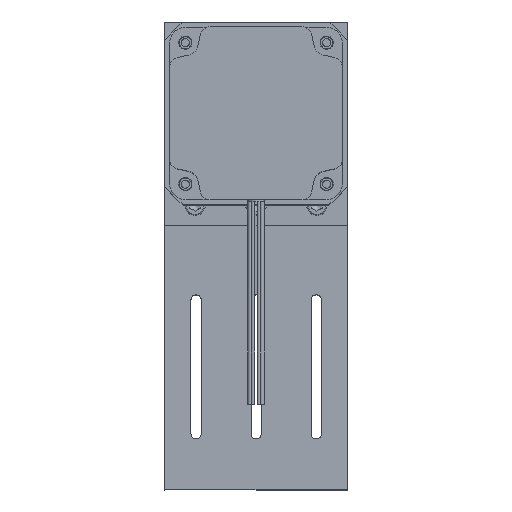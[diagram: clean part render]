
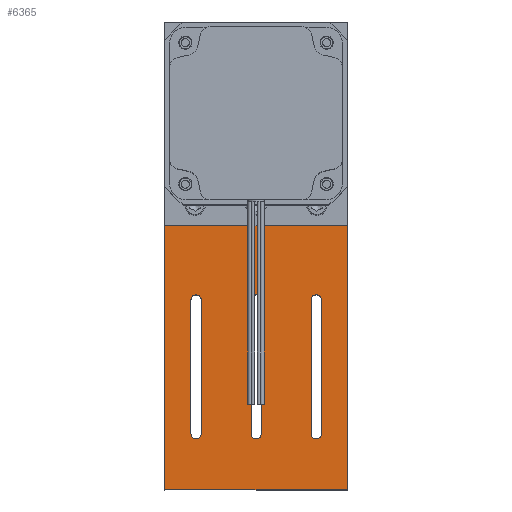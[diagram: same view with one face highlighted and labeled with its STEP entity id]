
A CAD part, top view. The second image highlights one B-rep face of the part: STEP entity #6365.
In plain terms, the highlighted planar face has unit normal (0, 0, 1).
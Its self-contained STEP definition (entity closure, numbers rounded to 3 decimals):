
#287=FACE_BOUND('',#969,.T.);
#288=FACE_BOUND('',#970,.T.);
#289=FACE_BOUND('',#971,.T.);
#380=PLANE('',#6997);
#596=FACE_OUTER_BOUND('',#968,.T.);
#968=EDGE_LOOP('',(#4461,#4462,#4463,#4464));
#969=EDGE_LOOP('',(#4465,#4466,#4467,#4468));
#970=EDGE_LOOP('',(#4469,#4470,#4471,#4472));
#971=EDGE_LOOP('',(#4473,#4474,#4475,#4476));
#1410=LINE('',#9685,#1981);
#1414=LINE('',#9697,#1985);
#1418=LINE('',#9709,#1989);
#1422=LINE('',#9721,#1993);
#1426=LINE('',#9733,#1997);
#1430=LINE('',#9745,#2001);
#1433=LINE('',#9755,#2004);
#1439=LINE('',#9767,#2010);
#1440=LINE('',#9769,#2011);
#1441=LINE('',#9770,#2012);
#1981=VECTOR('',#7698,10.);
#1985=VECTOR('',#7710,10.);
#1989=VECTOR('',#7722,10.);
#1993=VECTOR('',#7734,10.);
#1997=VECTOR('',#7746,10.);
#2001=VECTOR('',#7758,10.);
#2004=VECTOR('',#7769,10.);
#2010=VECTOR('',#7779,10.);
#2011=VECTOR('',#7780,10.);
#2012=VECTOR('',#7781,10.);
#2554=CIRCLE('',#6974,2.5);
#2556=CIRCLE('',#6978,2.5);
#2558=CIRCLE('',#6982,2.5);
#2560=CIRCLE('',#6986,2.5);
#2562=CIRCLE('',#6990,2.5);
#2564=CIRCLE('',#6994,2.5);
#2875=VERTEX_POINT('',#9682);
#2876=VERTEX_POINT('',#9684);
#2878=VERTEX_POINT('',#9690);
#2880=VERTEX_POINT('',#9696);
#2883=VERTEX_POINT('',#9706);
#2884=VERTEX_POINT('',#9708);
#2886=VERTEX_POINT('',#9714);
#2888=VERTEX_POINT('',#9720);
#2891=VERTEX_POINT('',#9730);
#2892=VERTEX_POINT('',#9732);
#2894=VERTEX_POINT('',#9738);
#2896=VERTEX_POINT('',#9744);
#2897=VERTEX_POINT('',#9751);
#2899=VERTEX_POINT('',#9754);
#2903=VERTEX_POINT('',#9766);
#2904=VERTEX_POINT('',#9768);
#3487=EDGE_CURVE('',#2876,#2875,#1410,.T.);
#3490=EDGE_CURVE('',#2878,#2876,#2554,.T.);
#3493=EDGE_CURVE('',#2880,#2878,#1414,.T.);
#3496=EDGE_CURVE('',#2875,#2880,#2556,.T.);
#3499=EDGE_CURVE('',#2884,#2883,#1418,.T.);
#3502=EDGE_CURVE('',#2886,#2884,#2558,.T.);
#3505=EDGE_CURVE('',#2888,#2886,#1422,.T.);
#3508=EDGE_CURVE('',#2883,#2888,#2560,.T.);
#3511=EDGE_CURVE('',#2892,#2891,#1426,.T.);
#3514=EDGE_CURVE('',#2894,#2892,#2562,.T.);
#3517=EDGE_CURVE('',#2896,#2894,#1430,.T.);
#3520=EDGE_CURVE('',#2891,#2896,#2564,.T.);
#3522=EDGE_CURVE('',#2899,#2897,#1433,.T.);
#3528=EDGE_CURVE('',#2897,#2903,#1439,.T.);
#3529=EDGE_CURVE('',#2903,#2904,#1440,.T.);
#3530=EDGE_CURVE('',#2904,#2899,#1441,.T.);
#4461=ORIENTED_EDGE('',*,*,#3522,.T.);
#4462=ORIENTED_EDGE('',*,*,#3528,.T.);
#4463=ORIENTED_EDGE('',*,*,#3529,.T.);
#4464=ORIENTED_EDGE('',*,*,#3530,.T.);
#4465=ORIENTED_EDGE('',*,*,#3493,.T.);
#4466=ORIENTED_EDGE('',*,*,#3490,.T.);
#4467=ORIENTED_EDGE('',*,*,#3487,.T.);
#4468=ORIENTED_EDGE('',*,*,#3496,.T.);
#4469=ORIENTED_EDGE('',*,*,#3505,.T.);
#4470=ORIENTED_EDGE('',*,*,#3502,.T.);
#4471=ORIENTED_EDGE('',*,*,#3499,.T.);
#4472=ORIENTED_EDGE('',*,*,#3508,.T.);
#4473=ORIENTED_EDGE('',*,*,#3517,.T.);
#4474=ORIENTED_EDGE('',*,*,#3514,.T.);
#4475=ORIENTED_EDGE('',*,*,#3511,.T.);
#4476=ORIENTED_EDGE('',*,*,#3520,.T.);
#6365=ADVANCED_FACE('',(#596,#287,#288,#289),#380,.T.);
#6974=AXIS2_PLACEMENT_3D('',#9691,#7704,#7705);
#6978=AXIS2_PLACEMENT_3D('',#9701,#7716,#7717);
#6982=AXIS2_PLACEMENT_3D('',#9715,#7728,#7729);
#6986=AXIS2_PLACEMENT_3D('',#9725,#7740,#7741);
#6990=AXIS2_PLACEMENT_3D('',#9739,#7752,#7753);
#6994=AXIS2_PLACEMENT_3D('',#9749,#7764,#7765);
#6997=AXIS2_PLACEMENT_3D('',#9765,#7777,#7778);
#7698=DIRECTION('',(0.,1.,0.));
#7704=DIRECTION('center_axis',(0.,0.,-1.));
#7705=DIRECTION('ref_axis',(-1.,0.,0.));
#7710=DIRECTION('',(0.,-1.,0.));
#7716=DIRECTION('center_axis',(0.,0.,-1.));
#7717=DIRECTION('ref_axis',(1.,0.,0.));
#7722=DIRECTION('',(0.,1.,0.));
#7728=DIRECTION('center_axis',(0.,0.,-1.));
#7729=DIRECTION('ref_axis',(-1.,0.,0.));
#7734=DIRECTION('',(0.,-1.,0.));
#7740=DIRECTION('center_axis',(0.,0.,-1.));
#7741=DIRECTION('ref_axis',(1.,0.,0.));
#7746=DIRECTION('',(0.,1.,0.));
#7752=DIRECTION('center_axis',(0.,0.,-1.));
#7753=DIRECTION('ref_axis',(-1.,0.,0.));
#7758=DIRECTION('',(0.,-1.,0.));
#7764=DIRECTION('center_axis',(0.,0.,-1.));
#7765=DIRECTION('ref_axis',(1.,0.,0.));
#7769=DIRECTION('',(-1.,0.,0.));
#7777=DIRECTION('center_axis',(0.,0.,1.));
#7778=DIRECTION('ref_axis',(1.,0.,0.));
#7779=DIRECTION('',(0.,-1.,0.));
#7780=DIRECTION('',(1.,0.,0.));
#7781=DIRECTION('',(0.,1.,0.));
#9682=CARTESIAN_POINT('',(-17.856,-56.535,63.5));
#9684=CARTESIAN_POINT('',(-17.856,-122.5,63.5));
#9685=CARTESIAN_POINT('',(-17.856,-98.75,63.5));
#9690=CARTESIAN_POINT('',(-12.856,-122.5,63.5));
#9691=CARTESIAN_POINT('Origin',(-15.356,-122.5,63.5));
#9696=CARTESIAN_POINT('',(-12.856,-56.535,63.5));
#9697=CARTESIAN_POINT('',(-12.856,-65.768,63.5));
#9701=CARTESIAN_POINT('Origin',(-15.356,-56.535,63.5));
#9706=CARTESIAN_POINT('',(-47.428,-56.535,63.5));
#9708=CARTESIAN_POINT('',(-47.428,-122.5,63.5));
#9709=CARTESIAN_POINT('',(-47.428,-98.75,63.5));
#9714=CARTESIAN_POINT('',(-42.428,-122.5,63.5));
#9715=CARTESIAN_POINT('Origin',(-44.928,-122.5,63.5));
#9720=CARTESIAN_POINT('',(-42.428,-56.535,63.5));
#9721=CARTESIAN_POINT('',(-42.428,-65.768,63.5));
#9725=CARTESIAN_POINT('Origin',(-44.928,-56.535,63.5));
#9730=CARTESIAN_POINT('',(-77.,-56.535,63.5));
#9732=CARTESIAN_POINT('',(-77.,-122.5,63.5));
#9733=CARTESIAN_POINT('',(-77.,-98.75,63.5));
#9738=CARTESIAN_POINT('',(-72.,-122.5,63.5));
#9739=CARTESIAN_POINT('Origin',(-74.5,-122.5,63.5));
#9744=CARTESIAN_POINT('',(-72.,-56.535,63.5));
#9745=CARTESIAN_POINT('',(-72.,-65.768,63.5));
#9749=CARTESIAN_POINT('Origin',(-74.5,-56.535,63.5));
#9751=CARTESIAN_POINT('',(-90.,-20.,63.5));
#9754=CARTESIAN_POINT('',(0.,-20.,63.5));
#9755=CARTESIAN_POINT('',(-22.5,-20.,63.5));
#9765=CARTESIAN_POINT('Origin',(-45.,-75.,63.5));
#9766=CARTESIAN_POINT('',(-90.,-150.,63.5));
#9767=CARTESIAN_POINT('',(-90.,0.,63.5));
#9768=CARTESIAN_POINT('',(0.,-150.,63.5));
#9769=CARTESIAN_POINT('',(-90.,-150.,63.5));
#9770=CARTESIAN_POINT('',(0.,-150.,63.5));
